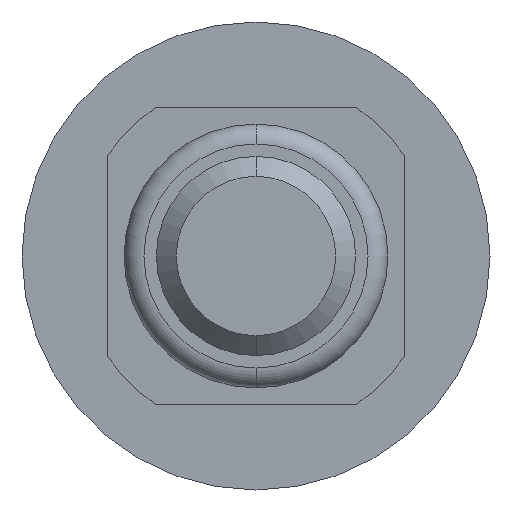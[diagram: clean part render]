
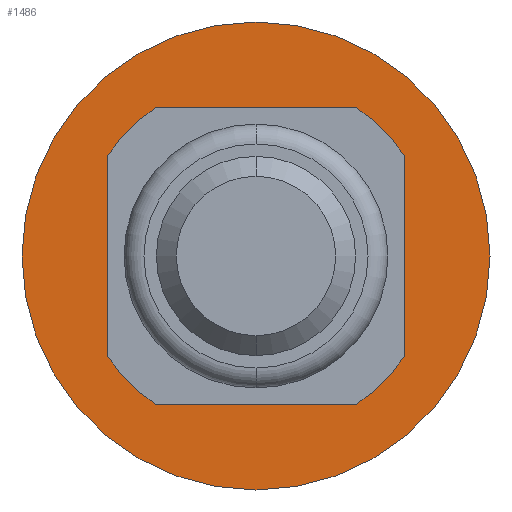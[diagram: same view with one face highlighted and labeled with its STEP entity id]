
A CAD part, front view. The second image highlights one B-rep face of the part: STEP entity #1486.
In plain terms, the highlighted planar face has unit normal (0, -1, 0).
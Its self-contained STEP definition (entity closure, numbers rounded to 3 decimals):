
#129 = VERTEX_POINT ( 'NONE', #2868 ) ;
#156 = CARTESIAN_POINT ( 'NONE',  ( 0.9, 5.3, 0. ) ) ;
#174 = DIRECTION ( 'NONE',  ( 0., -1., 0. ) ) ;
#183 = CIRCLE ( 'NONE', #426, 2.35 ) ;
#187 = PLANE ( 'NONE',  #2871 ) ;
#242 = ORIENTED_EDGE ( 'NONE', *, *, #2840, .F. ) ;
#426 = AXIS2_PLACEMENT_3D ( 'NONE', #3168, #1050, #2934 ) ;
#484 = CIRCLE ( 'NONE', #1025, 2.35 ) ;
#888 = DIRECTION ( 'NONE',  ( 1., 0., 0. ) ) ;
#921 = VERTEX_POINT ( 'NONE', #156 ) ;
#977 = CIRCLE ( 'NONE', #2636, 0.9 ) ;
#1015 = DIRECTION ( 'NONE',  ( 1., 0., 0. ) ) ;
#1025 = AXIS2_PLACEMENT_3D ( 'NONE', #1381, #1095, #3217 ) ;
#1050 = DIRECTION ( 'NONE',  ( 0., -1., 0. ) ) ;
#1059 = DIRECTION ( 'NONE',  ( 0., -1., 0. ) ) ;
#1062 = FACE_BOUND ( 'NONE', #2037, .T. ) ;
#1095 = DIRECTION ( 'NONE',  ( 0., -1., 0. ) ) ;
#1179 = CIRCLE ( 'NONE', #2031, 0.9 ) ;
#1330 = ORIENTED_EDGE ( 'NONE', *, *, #2102, .F. ) ;
#1381 = CARTESIAN_POINT ( 'NONE',  ( 0., 5.3, 0. ) ) ;
#1420 = VERTEX_POINT ( 'NONE', #1780 ) ;
#1486 = ADVANCED_FACE ( 'NONE', ( #3254, #1062 ), #187, .T. ) ;
#1614 = EDGE_CURVE ( 'NONE', #2538, #129, #183, .T. ) ;
#1692 = CARTESIAN_POINT ( 'NONE',  ( 0., 5.3, 0. ) ) ;
#1773 = EDGE_CURVE ( 'NONE', #129, #2538, #484, .T. ) ;
#1780 = CARTESIAN_POINT ( 'NONE',  ( -0.9, 5.3, 0. ) ) ;
#1834 = DIRECTION ( 'NONE',  ( 1., 0., 0. ) ) ;
#1854 = EDGE_LOOP ( 'NONE', ( #1859, #1858 ) ) ;
#1858 = ORIENTED_EDGE ( 'NONE', *, *, #1773, .T. ) ;
#1859 = ORIENTED_EDGE ( 'NONE', *, *, #1614, .T. ) ;
#2031 = AXIS2_PLACEMENT_3D ( 'NONE', #2905, #1059, #1834 ) ;
#2037 = EDGE_LOOP ( 'NONE', ( #1330, #242 ) ) ;
#2102 = EDGE_CURVE ( 'NONE', #921, #1420, #1179, .T. ) ;
#2487 = DIRECTION ( 'NONE',  ( 0., -1., 0. ) ) ;
#2538 = VERTEX_POINT ( 'NONE', #3360 ) ;
#2636 = AXIS2_PLACEMENT_3D ( 'NONE', #1692, #2487, #888 ) ;
#2840 = EDGE_CURVE ( 'NONE', #1420, #921, #977, .T. ) ;
#2868 = CARTESIAN_POINT ( 'NONE',  ( -2.35, 5.3, 0. ) ) ;
#2871 = AXIS2_PLACEMENT_3D ( 'NONE', #3110, #174, #1015 ) ;
#2905 = CARTESIAN_POINT ( 'NONE',  ( 0., 5.3, 0. ) ) ;
#2934 = DIRECTION ( 'NONE',  ( 1., 0., 0. ) ) ;
#3110 = CARTESIAN_POINT ( 'NONE',  ( 2.35, 5.3, 0. ) ) ;
#3168 = CARTESIAN_POINT ( 'NONE',  ( 0., 5.3, 0. ) ) ;
#3217 = DIRECTION ( 'NONE',  ( 1., 0., 0. ) ) ;
#3254 = FACE_OUTER_BOUND ( 'NONE', #1854, .T. ) ;
#3360 = CARTESIAN_POINT ( 'NONE',  ( 2.35, 5.3, 0. ) ) ;
